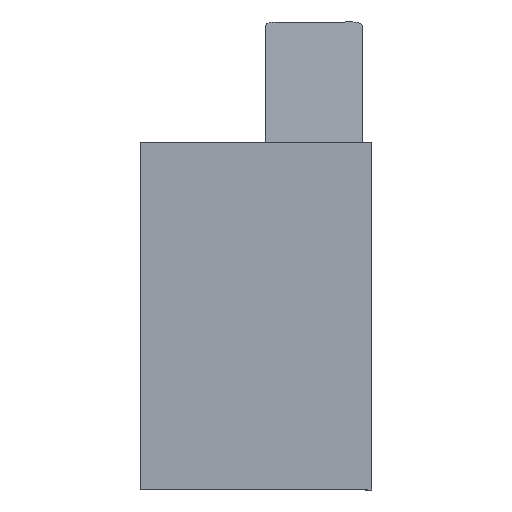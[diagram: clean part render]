
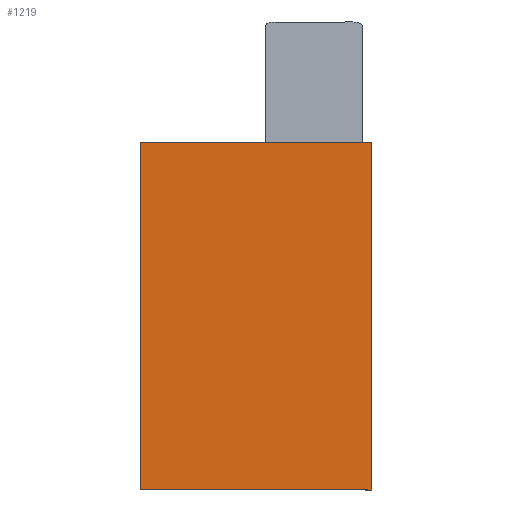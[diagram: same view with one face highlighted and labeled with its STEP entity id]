
A CAD part, front view. The second image highlights one B-rep face of the part: STEP entity #1219.
In plain terms, the highlighted face is planar.
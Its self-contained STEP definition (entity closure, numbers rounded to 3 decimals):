
#167=FACE_OUTER_BOUND('',#248,.T.);
#248=EDGE_LOOP('',(#1080,#1081,#1082,#1083));
#337=LINE('',#1925,#468);
#363=LINE('',#1993,#494);
#380=LINE('',#2045,#511);
#382=LINE('',#2048,#513);
#468=VECTOR('',#1576,10.);
#494=VECTOR('',#1638,10.);
#511=VECTOR('',#1699,10.);
#513=VECTOR('',#1703,10.);
#580=VERTEX_POINT('',#1922);
#581=VERTEX_POINT('',#1924);
#605=VERTEX_POINT('',#1991);
#618=VERTEX_POINT('',#2044);
#717=EDGE_CURVE('',#581,#580,#337,.T.);
#750=EDGE_CURVE('',#580,#605,#363,.T.);
#774=EDGE_CURVE('',#581,#618,#380,.T.);
#776=EDGE_CURVE('',#605,#618,#382,.T.);
#1080=ORIENTED_EDGE('',*,*,#774,.F.);
#1081=ORIENTED_EDGE('',*,*,#717,.T.);
#1082=ORIENTED_EDGE('',*,*,#750,.T.);
#1083=ORIENTED_EDGE('',*,*,#776,.T.);
#1149=PLANE('',#1363);
#1219=ADVANCED_FACE('',(#167),#1149,.F.);
#1363=AXIS2_PLACEMENT_3D('',#2047,#1701,#1702);
#1576=DIRECTION('',(0.,0.,-1.));
#1638=DIRECTION('',(0.,-1.,0.));
#1699=DIRECTION('',(0.,-1.,0.));
#1701=DIRECTION('center_axis',(1.,0.,0.));
#1702=DIRECTION('ref_axis',(0.,0.,1.));
#1703=DIRECTION('',(0.,0.,1.));
#1922=CARTESIAN_POINT('',(-88.089,68.69,-71.05));
#1924=CARTESIAN_POINT('',(-88.089,68.69,-53.05));
#1925=CARTESIAN_POINT('',(-88.089,68.69,-51.05));
#1991=CARTESIAN_POINT('',(-88.089,56.69,-71.05));
#1993=CARTESIAN_POINT('',(-88.089,62.69,-71.05));
#2044=CARTESIAN_POINT('',(-88.089,56.69,-53.05));
#2045=CARTESIAN_POINT('',(-88.089,62.69,-53.05));
#2047=CARTESIAN_POINT('Origin',(-88.089,62.69,-71.05));
#2048=CARTESIAN_POINT('',(-88.089,56.69,-71.05));
